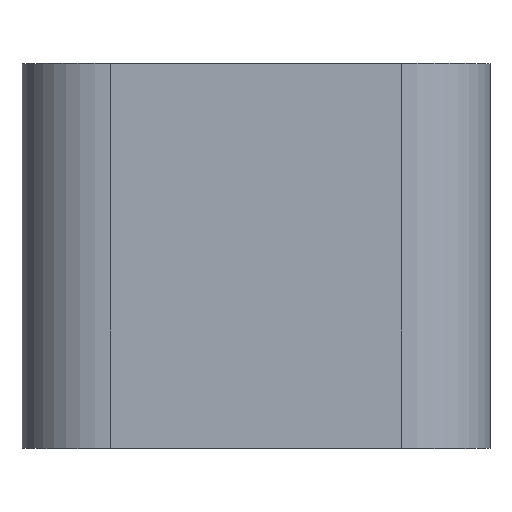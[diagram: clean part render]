
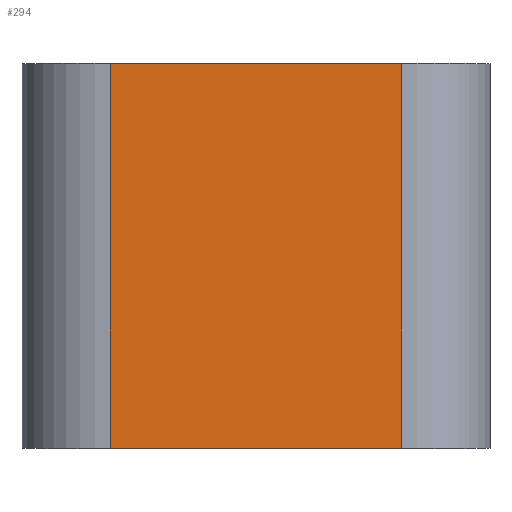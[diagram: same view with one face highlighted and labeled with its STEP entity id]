
A CAD part, top view. The second image highlights one B-rep face of the part: STEP entity #294.
In plain terms, the highlighted planar face has unit normal (0, 0, 1).
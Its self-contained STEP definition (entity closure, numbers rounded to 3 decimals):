
#40 = VERTEX_POINT('',#41);
#41 = CARTESIAN_POINT('',(-2.8,0.,3.4));
#50 = EDGE_CURVE('',#40,#51,#53,.T.);
#51 = VERTEX_POINT('',#52);
#52 = CARTESIAN_POINT('',(-2.8,7.4,3.4));
#53 = LINE('',#54,#55);
#54 = CARTESIAN_POINT('',(-2.8,0.,3.4));
#55 = VECTOR('',#56,1.);
#56 = DIRECTION('',(0.,1.,0.));
#121 = EDGE_CURVE('',#40,#122,#124,.T.);
#122 = VERTEX_POINT('',#123);
#123 = CARTESIAN_POINT('',(2.8,0.,3.4));
#124 = LINE('',#125,#126);
#125 = CARTESIAN_POINT('',(-2.8,0.,3.4));
#126 = VECTOR('',#127,1.);
#127 = DIRECTION('',(1.,0.,0.));
#276 = VERTEX_POINT('',#277);
#277 = CARTESIAN_POINT('',(2.8,7.4,3.4));
#284 = EDGE_CURVE('',#51,#276,#285,.T.);
#285 = LINE('',#286,#287);
#286 = CARTESIAN_POINT('',(-2.8,7.4,3.4));
#287 = VECTOR('',#288,1.);
#288 = DIRECTION('',(1.,0.,0.));
#294 = ADVANCED_FACE('',(#295),#306,.F.);
#295 = FACE_BOUND('',#296,.F.);
#296 = EDGE_LOOP('',(#297,#298,#299,#305));
#297 = ORIENTED_EDGE('',*,*,#50,.T.);
#298 = ORIENTED_EDGE('',*,*,#284,.T.);
#299 = ORIENTED_EDGE('',*,*,#300,.F.);
#300 = EDGE_CURVE('',#122,#276,#301,.T.);
#301 = LINE('',#302,#303);
#302 = CARTESIAN_POINT('',(2.8,0.,3.4));
#303 = VECTOR('',#304,1.);
#304 = DIRECTION('',(0.,1.,0.));
#305 = ORIENTED_EDGE('',*,*,#121,.F.);
#306 = PLANE('',#307);
#307 = AXIS2_PLACEMENT_3D('',#308,#309,#310);
#308 = CARTESIAN_POINT('',(-2.8,0.,3.4));
#309 = DIRECTION('',(0.,0.,-1.));
#310 = DIRECTION('',(1.,0.,0.));
